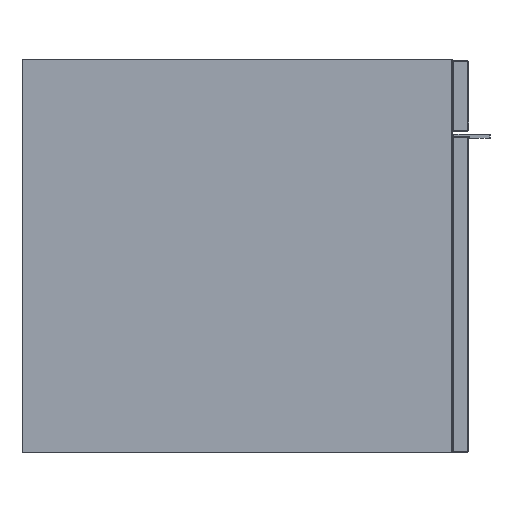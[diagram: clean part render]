
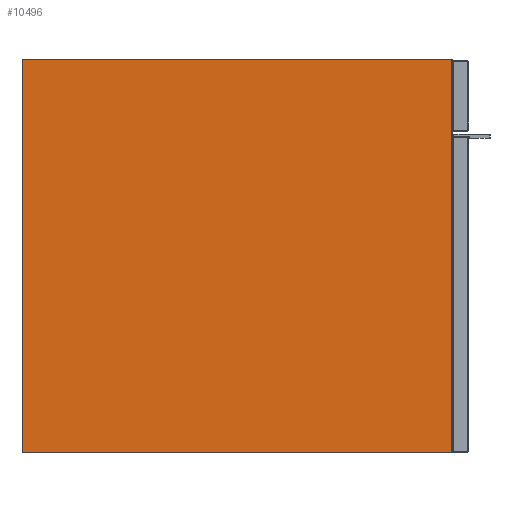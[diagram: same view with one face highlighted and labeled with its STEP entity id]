
A CAD part, left-side view. The second image highlights one B-rep face of the part: STEP entity #10496.
In plain terms, the highlighted planar face has unit normal (-1, 0, 0).
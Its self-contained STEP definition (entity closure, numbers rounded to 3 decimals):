
#9568=CARTESIAN_POINT('',(807.195,7178.839,0.));
#9569=VERTEX_POINT('',#9568);
#9586=CARTESIAN_POINT('',(807.195,7178.839,420.0));
#9587=VERTEX_POINT('',#9586);
#9594=CARTESIAN_POINT('',(807.195,7178.839,420.0));
#9595=DIRECTION('',(0.0,0.0,-1.0));
#9596=VECTOR('',#9595,420.);
#9597=LINE('',#9594,#9596);
#9598=EDGE_CURVE('',#9587,#9569,#9597,.T.);
#9640=CARTESIAN_POINT('',(807.195,7636.839,0.));
#9641=VERTEX_POINT('',#9640);
#9642=CARTESIAN_POINT('',(807.195,7178.839,0.));
#9643=DIRECTION('',(0.0,1.0,0.0));
#9644=VECTOR('',#9643,458.);
#9645=LINE('',#9642,#9644);
#9646=EDGE_CURVE('',#9569,#9641,#9645,.T.);
#10451=CARTESIAN_POINT('',(807.195,7636.839,420.0));
#10452=VERTEX_POINT('',#10451);
#10459=CARTESIAN_POINT('',(807.195,7636.839,420.0));
#10460=DIRECTION('',(0.0,-1.0,0.0));
#10461=VECTOR('',#10460,458.0);
#10462=LINE('',#10459,#10461);
#10463=EDGE_CURVE('',#10452,#9587,#10462,.T.);
#10475=CARTESIAN_POINT('',(807.195,7636.839,0.));
#10476=DIRECTION('',(0.0,0.0,1.0));
#10477=VECTOR('',#10476,420.);
#10478=LINE('',#10475,#10477);
#10479=EDGE_CURVE('',#9641,#10452,#10478,.T.);
#10485=CARTESIAN_POINT('',(807.195,7407.839,420.001));
#10486=DIRECTION('',(-1.0,0.0,0.0));
#10487=DIRECTION('',(0.0,0.0,1.0));
#10488=AXIS2_PLACEMENT_3D('',#10485,#10486,#10487);
#10489=PLANE('',#10488);
#10490=ORIENTED_EDGE('',*,*,#9598,.F.);
#10491=ORIENTED_EDGE('',*,*,#10463,.F.);
#10492=ORIENTED_EDGE('',*,*,#10479,.F.);
#10493=ORIENTED_EDGE('',*,*,#9646,.F.);
#10494=EDGE_LOOP('',(#10490,#10491,#10492,#10493));
#10495=FACE_OUTER_BOUND('',#10494,.T.);
#10496=ADVANCED_FACE('',(#10495),#10489,.T.);
